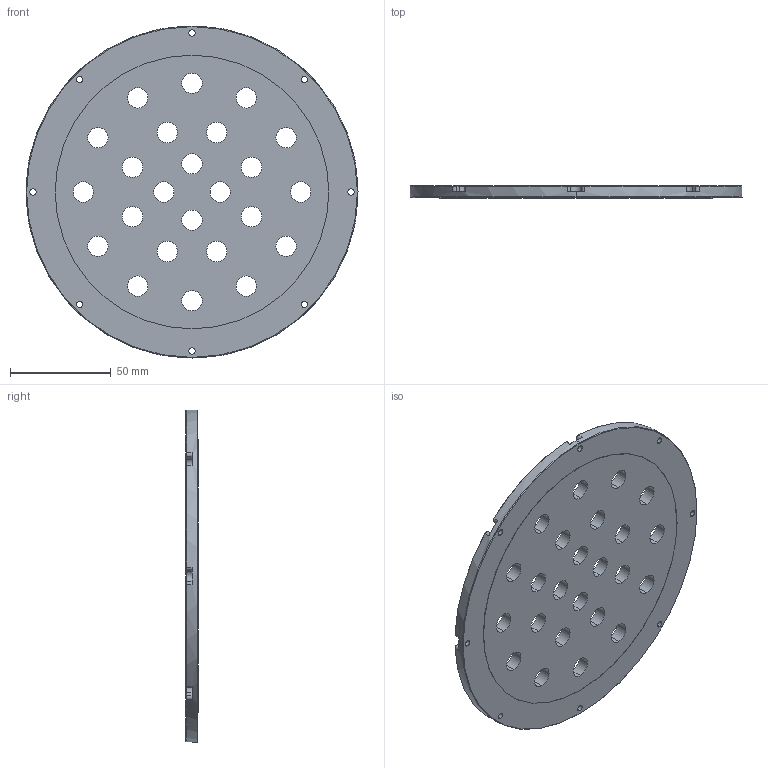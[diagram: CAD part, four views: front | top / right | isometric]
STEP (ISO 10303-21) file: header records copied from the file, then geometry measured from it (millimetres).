
FILE_DESCRIPTION (( 'STEP AP203' ), '1' );
FILE_NAME ('165CG01-24.STEP', '2023-12-01T05:40:47', ( '' ), ( '' ), 'SwSTEP 2.0', 'SolidWorks 2022', '' );
FILE_SCHEMA (( 'CONFIG_CONTROL_DESIGN' ));
Length unit declared in the file: millimetre
Products named in the file (1): 165CG01-24
Bounding box: 165 x 6 x 165 mm (x, y, z)
Volume: 114378.1 mm3; surface area: 46691.3 mm2
Topology: 1 solids, 1 shells, 183 faces, 483 edges, 303 vertices
Faces by surface type: cylinder 99, plane 43, cone 41
Entity records: 5921 total; most frequent: DIRECTION 1106, CARTESIAN_POINT 970, ORIENTED_EDGE 966, EDGE_CURVE 483, AXIS2_PLACEMENT_3D 439, VERTEX_POINT 303, CIRCLE 255, EDGE_LOOP 248
